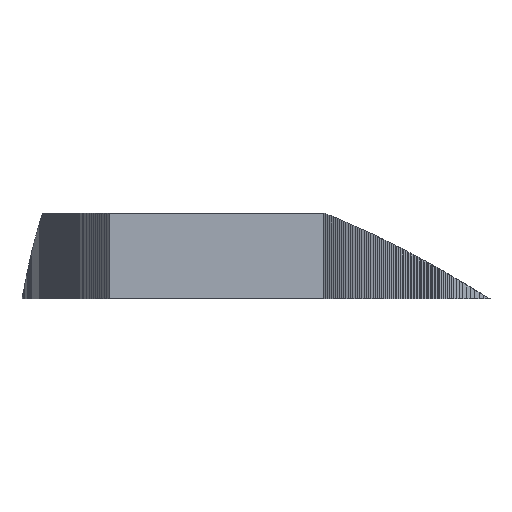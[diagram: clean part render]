
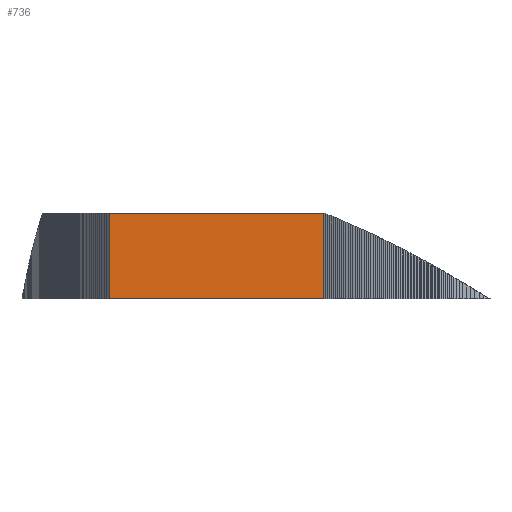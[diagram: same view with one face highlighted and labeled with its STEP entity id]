
A CAD part, left-side view. The second image highlights one B-rep face of the part: STEP entity #736.
In plain terms, the highlighted planar face has unit normal (-1, 0.001, 0).
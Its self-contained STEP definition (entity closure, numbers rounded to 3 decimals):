
#736=ADVANCED_FACE('',(#1608),#1609,.T.);
#1608=FACE_OUTER_BOUND('',#2641,.T.);
#1609=PLANE('',#2642);
#2641=EDGE_LOOP('',(#4629,#4630,#4631,#4632));
#2642=AXIS2_PLACEMENT_3D('',#4633,#4634,#4635);
#4629=ORIENTED_EDGE('',*,*,#7191,.T.);
#4630=ORIENTED_EDGE('',*,*,#7189,.F.);
#4631=ORIENTED_EDGE('',*,*,#7192,.T.);
#4632=ORIENTED_EDGE('',*,*,#7193,.T.);
#4633=CARTESIAN_POINT('',(41.006,187.501,0.0));
#4634=DIRECTION('',(-1.,0.001,0.0));
#4635=DIRECTION('',(-0.001,-1.,0.0));
#7189=EDGE_CURVE('',#8871,#8869,#8873,.T.);
#7191=EDGE_CURVE('',#8875,#8869,#8876,.T.);
#7192=EDGE_CURVE('',#8871,#8877,#8878,.T.);
#7193=EDGE_CURVE('',#8877,#8875,#8879,.T.);
#8869=VERTEX_POINT('',#11652);
#8871=VERTEX_POINT('',#11655);
#8873=LINE('',#11658,#11659);
#8875=VERTEX_POINT('',#11661);
#8876=LINE('',#11662,#11663);
#8877=VERTEX_POINT('',#11664);
#8878=LINE('',#11665,#11666);
#8879=LINE('',#11667,#11668);
#11652=CARTESIAN_POINT('',(41.008,190.,2.));
#11655=CARTESIAN_POINT('',(41.008,190.,0.0));
#11658=CARTESIAN_POINT('',(41.008,190.,0.0));
#11659=VECTOR('',#13712,1.0);
#11661=CARTESIAN_POINT('',(41.004,185.002,2.));
#11662=CARTESIAN_POINT('',(41.008,190.,2.));
#11663=VECTOR('',#13713,1.0);
#11664=CARTESIAN_POINT('',(41.004,185.002,0.0));
#11665=CARTESIAN_POINT('',(41.008,190.,0.0));
#11666=VECTOR('',#13714,1.0);
#11667=CARTESIAN_POINT('',(41.004,185.002,0.0));
#11668=VECTOR('',#13715,1.0);
#13712=DIRECTION('',(0.0,0.0,1.0));
#13713=DIRECTION('',(0.001,1.,0.0));
#13714=DIRECTION('',(-0.001,-1.,0.0));
#13715=DIRECTION('',(0.0,0.0,1.0));
